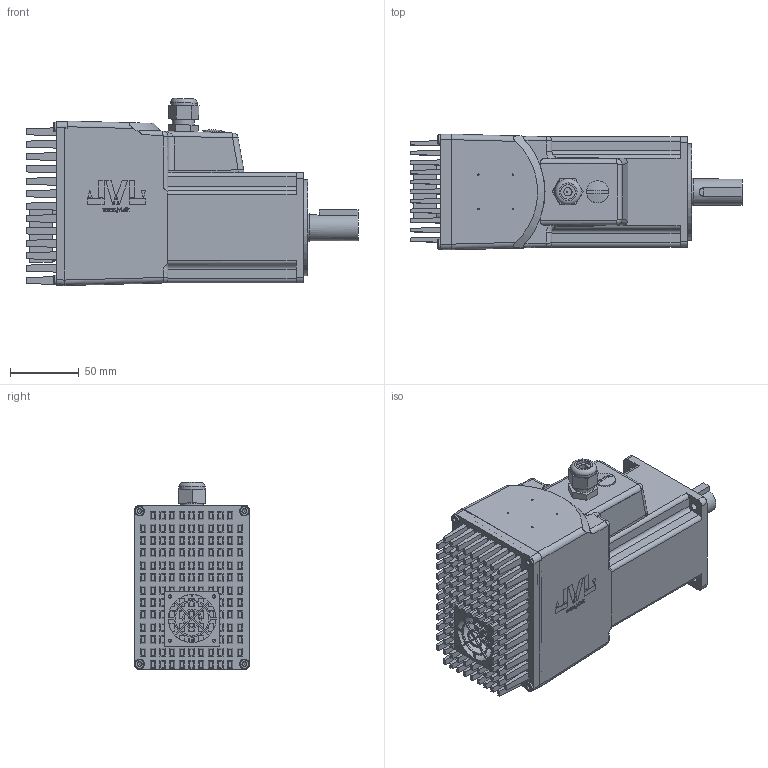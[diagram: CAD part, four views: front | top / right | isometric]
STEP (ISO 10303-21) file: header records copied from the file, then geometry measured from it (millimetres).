
FILE_DESCRIPTION( ( 'Unknown' ), '1' );
FILE_NAME( 'Mac1200-D2.stp', 'Unknown', ( 'Unknown' ), ( 'Unknown' ), 'PSStep 11.0', 'Unknown', ' ' );
FILE_SCHEMA( ( 'AUTOMOTIVE_DESIGN { 1 0 10303 214 1 1 1 1 }' ) );
Length unit declared in the file: millimetre
Products named in the file (1): MAC800-D1
Bounding box: 241 x 84.02 x 135.83 mm (x, y, z)
Volume: 813753.2 mm3; surface area: 205965.5 mm2
Topology: 1 solids, 10 shells, 1619 faces, 4066 edges, 2657 vertices
Faces by surface type: plane 1280, cylinder 193, cone 87, extrusion 38, bspline 14, torus 5, sphere 2
Full cylindrical faces by diameter (mm): 1 x6, 2 x2, 2.385 x4, 2.387 x4, 2.5 x8, 2.998 x4, 3 x9, 3.138 x4, 3.14 x4, 3.4 x4, 3.6 x4, 5.4 x4, 6 x1, 7 x4, 8 x4, 10.5 x2, 12 x1, 16 x2, 19 x2, 20 x1, 34.807 x1, 63 x1, 69 x1, 70 x1
Entity records: 61789 total; most frequent: CARTESIAN_POINT 10703, ORIENTED_EDGE 7768, DIRECTION 7401, EDGE_CURVE 3884, VECTOR 3129, LINE 3091, VERTEX_POINT 2598, AXIS2_PLACEMENT_3D 2136
